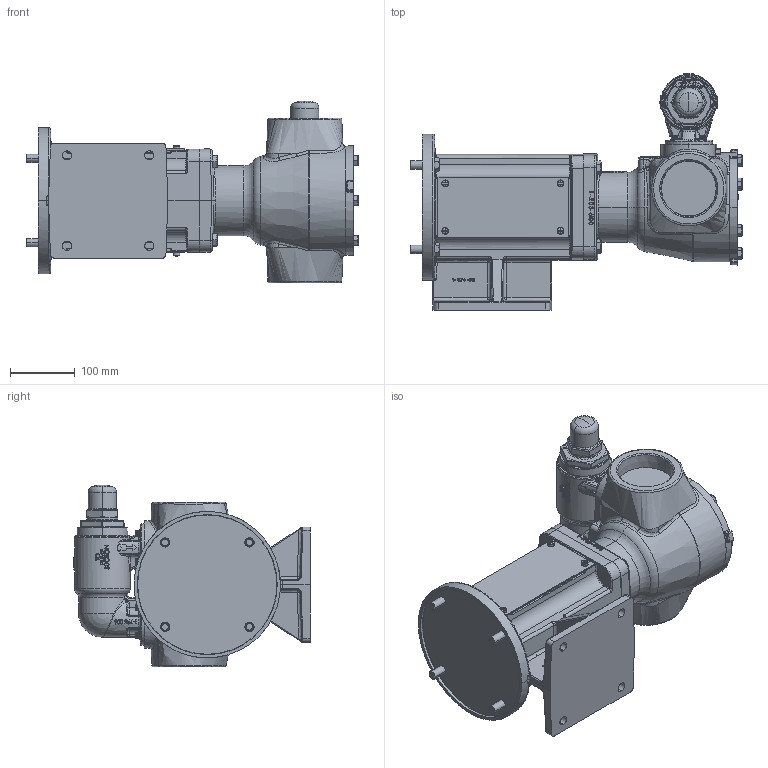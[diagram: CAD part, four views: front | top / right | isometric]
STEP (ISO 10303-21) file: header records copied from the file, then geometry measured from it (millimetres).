
FILE_DESCRIPTION (( 'STEP AP214' ), '1' );
FILE_NAME ('AL495-M_(182-184TC, 213-215TC).STEP', '2017-02-27T14:12:53', ( '' ), ( '' ), 'SwSTEP 2.0', 'SolidWorks 2016', '' );
FILE_SCHEMA (( 'AUTOMOTIVE_DESIGN' ));
Length unit declared in the file: inch
Products named in the file (2): AL495-M_(182-184TC, 213-215TC)
Bounding box: 512.09 x 364.51 x 280.67 mm (x, y, z)
Volume: 12968644.1 mm3; surface area: 645803.5 mm2
Topology: 1 solids, 9 shells, 3056 faces, 7886 edges, 4975 vertices
Faces by surface type: plane 1284, bspline 970, cylinder 437, cone 184, torus 111, sphere 70
Entity records: 194161 total; most frequent: CARTESIAN_POINT 112200, ORIENTED_EDGE 15668, DIRECTION 10652, EDGE_CURVE 7834, VERTEX_POINT 4971, AXIS2_PLACEMENT_3D 3743, EDGE_LOOP 3269, LINE 3166
